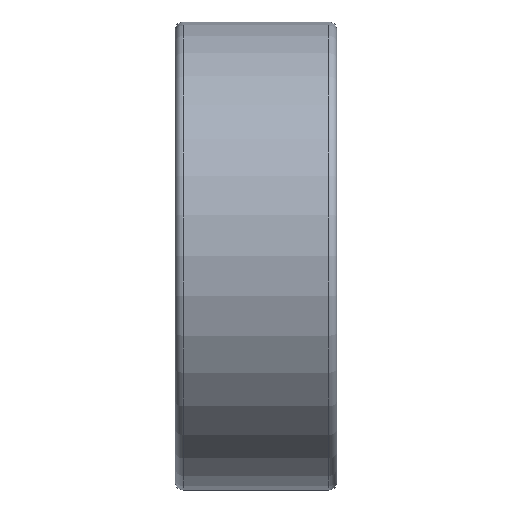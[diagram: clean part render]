
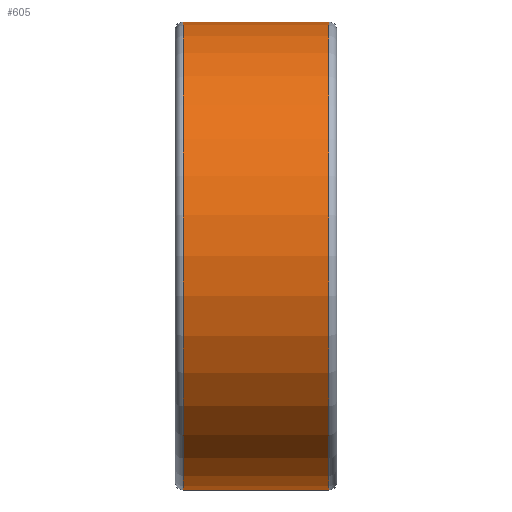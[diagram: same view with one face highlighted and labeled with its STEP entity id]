
A CAD part, top view. The second image highlights one B-rep face of the part: STEP entity #605.
In plain terms, the highlighted cylindrical face has radius 13.005 mm (diameter 26.01 mm), a partial arc.
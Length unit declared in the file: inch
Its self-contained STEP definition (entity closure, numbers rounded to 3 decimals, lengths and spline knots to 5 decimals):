
#178=CARTESIAN_POINT('',(-0.1593,0.,0.));
#179=DIRECTION('',(1.,0.,0.));
#180=DIRECTION('',(0.,1.,0.));
#181=AXIS2_PLACEMENT_3D('',#178,#179,#180);
#183=CARTESIAN_POINT('',(0.1593,0.,0.));
#184=DIRECTION('',(1.,0.,0.));
#185=DIRECTION('',(0.,1.,0.));
#186=AXIS2_PLACEMENT_3D('',#183,#184,#185);
#188=DIRECTION('',(-1.,0.,0.));
#189=VECTOR('',#188,0.3186);
#190=CARTESIAN_POINT('',(0.1593,0.512,0.));
#191=LINE('',#190,#189);
#192=DIRECTION('',(-1.,0.,0.));
#193=VECTOR('',#192,0.3186);
#194=CARTESIAN_POINT('',(0.1593,-0.512,0.));
#195=LINE('',#194,#193);
#274=CARTESIAN_POINT('',(0.1593,0.512,0.));
#276=VERTEX_POINT('',#274);
#277=CARTESIAN_POINT('',(-0.1593,0.512,0.));
#278=VERTEX_POINT('',#277);
#282=CARTESIAN_POINT('',(0.1593,-0.512,0.));
#284=VERTEX_POINT('',#282);
#285=CARTESIAN_POINT('',(-0.1593,-0.512,0.));
#286=VERTEX_POINT('',#285);
#591=CARTESIAN_POINT('',(-0.1947,0.,0.));
#592=DIRECTION('',(1.,0.,0.));
#593=DIRECTION('',(0.,-1.,0.));
#594=AXIS2_PLACEMENT_3D('',#591,#592,#593);
#595=CYLINDRICAL_SURFACE('',#594,0.512);
#597=ORIENTED_EDGE('',*,*,#596,.F.);
#599=ORIENTED_EDGE('',*,*,#598,.T.);
#601=ORIENTED_EDGE('',*,*,#600,.T.);
#602=ORIENTED_EDGE('',*,*,#584,.F.);
#603=EDGE_LOOP('',(#597,#599,#601,#602));
#604=FACE_OUTER_BOUND('',#603,.F.);
#182=CIRCLE('',#181,0.512);
#187=CIRCLE('',#186,0.512);
#584=EDGE_CURVE('',#278,#286,#182,.T.);
#596=EDGE_CURVE('',#276,#278,#191,.T.);
#598=EDGE_CURVE('',#276,#284,#187,.T.);
#600=EDGE_CURVE('',#284,#286,#195,.T.);
#605=ADVANCED_FACE('',(#604),#595,.T.);
